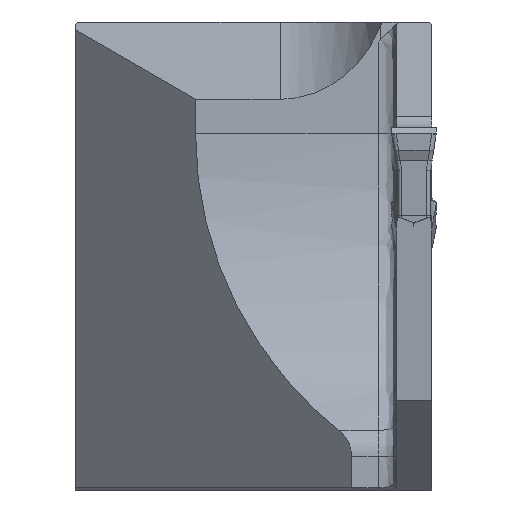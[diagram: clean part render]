
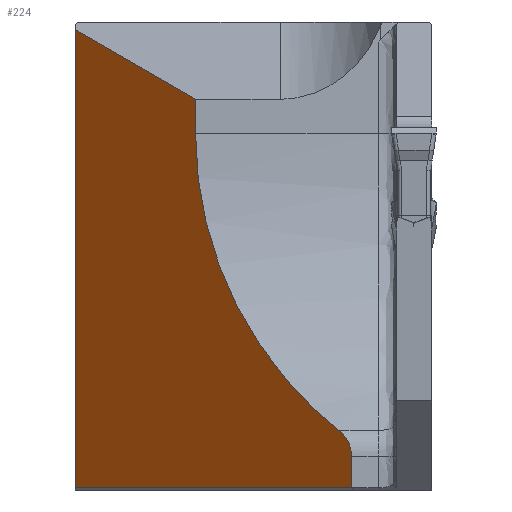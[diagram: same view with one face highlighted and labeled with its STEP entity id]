
A CAD part, left-side view. The second image highlights one B-rep face of the part: STEP entity #224.
In plain terms, the highlighted planar face has unit normal (-0.707, 0.707, 0).
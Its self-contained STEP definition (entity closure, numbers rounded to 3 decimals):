
#167=ELLIPSE('',#1768,2.121,1.5);
#168=ELLIPSE('',#1769,24.042,17.);
#224=ADVANCED_FACE('',(#360),#283,.F.);
#283=PLANE('',#1770);
#360=FACE_OUTER_BOUND('',#446,.T.);
#446=EDGE_LOOP('',(#794,#795,#796,#797,#798,#799,#800));
#794=ORIENTED_EDGE('',*,*,#1267,.F.);
#795=ORIENTED_EDGE('',*,*,#1284,.T.);
#796=ORIENTED_EDGE('',*,*,#1285,.F.);
#797=ORIENTED_EDGE('',*,*,#1286,.F.);
#798=ORIENTED_EDGE('',*,*,#1287,.F.);
#799=ORIENTED_EDGE('',*,*,#1283,.F.);
#800=ORIENTED_EDGE('',*,*,#1288,.F.);
#1050=VERTEX_POINT('',#2548);
#1064=VERTEX_POINT('',#2585);
#1065=VERTEX_POINT('',#2587);
#1075=VERTEX_POINT('',#2610);
#1078=VERTEX_POINT('',#2623);
#1079=VERTEX_POINT('',#2628);
#1080=VERTEX_POINT('',#2630);
#1267=EDGE_CURVE('',#1064,#1065,#1446,.T.);
#1283=EDGE_CURVE('',#1078,#1075,#1457,.T.);
#1284=EDGE_CURVE('',#1064,#1050,#1458,.T.);
#1285=EDGE_CURVE('',#1079,#1050,#1459,.T.);
#1286=EDGE_CURVE('',#1080,#1079,#167,.T.);
#1287=EDGE_CURVE('',#1075,#1080,#168,.T.);
#1288=EDGE_CURVE('',#1065,#1078,#1460,.T.);
#1446=LINE('',#2586,#1602);
#1457=LINE('',#2624,#1613);
#1458=LINE('',#2626,#1614);
#1459=LINE('',#2627,#1615);
#1460=LINE('',#2632,#1616);
#1602=VECTOR('',#2117,1.);
#1613=VECTOR('',#2138,1.);
#1614=VECTOR('',#2141,1.);
#1615=VECTOR('',#2142,1.);
#1616=VECTOR('',#2147,1.);
#1768=AXIS2_PLACEMENT_3D('',#2629,#2143,#2144);
#1769=AXIS2_PLACEMENT_3D('',#2631,#2145,#2146);
#1770=AXIS2_PLACEMENT_3D('',#2633,#2148,#2149);
#2117=DIRECTION('',(0.,0.,1.));
#2138=DIRECTION('',(0.,0.,-1.));
#2141=DIRECTION('',(-0.707,-0.707,0.));
#2142=DIRECTION('',(0.,0.,-1.));
#2143=DIRECTION('',(0.707,-0.707,0.));
#2144=DIRECTION('',(-0.707,-0.707,0.));
#2145=DIRECTION('',(-0.707,0.707,0.));
#2146=DIRECTION('',(-0.707,-0.707,0.));
#2147=DIRECTION('',(-0.655,-0.655,-0.378));
#2148=DIRECTION('',(0.707,-0.707,0.));
#2149=DIRECTION('',(0.707,0.707,0.));
#2548=CARTESIAN_POINT('',(10.,3.6,-15.9));
#2585=CARTESIAN_POINT('',(22.4,16.,-15.9));
#2586=CARTESIAN_POINT('',(22.4,16.,30.));
#2587=CARTESIAN_POINT('',(22.4,16.,4.654));
#2610=CARTESIAN_POINT('',(17.,10.6,0.));
#2623=CARTESIAN_POINT('',(17.,10.6,1.536));
#2624=CARTESIAN_POINT('',(17.,10.6,30.));
#2626=CARTESIAN_POINT('',(22.4,16.,-15.9));
#2627=CARTESIAN_POINT('',(10.,3.6,30.));
#2628=CARTESIAN_POINT('',(10.,3.6,-14.491));
#2629=CARTESIAN_POINT('',(11.5,5.1,-14.491));
#2630=CARTESIAN_POINT('',(10.568,4.168,-13.316));
#2631=CARTESIAN_POINT('',(0.,-6.4,0.));
#2632=CARTESIAN_POINT('',(28.672,22.272,8.275));
#2633=CARTESIAN_POINT('',(22.4,16.,30.));
